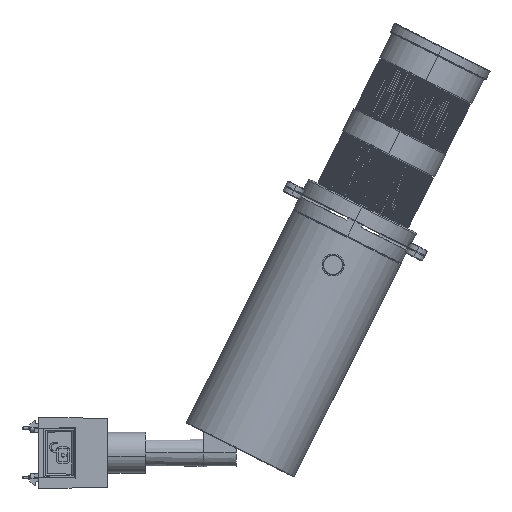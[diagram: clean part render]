
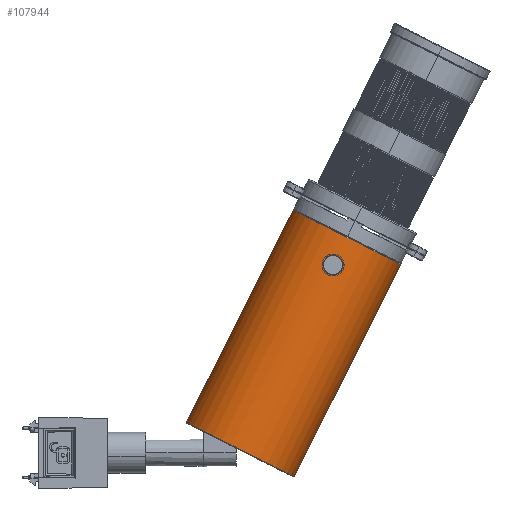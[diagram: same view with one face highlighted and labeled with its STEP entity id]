
A CAD part, left-side view. The second image highlights one B-rep face of the part: STEP entity #107944.
In plain terms, the highlighted cylindrical face has radius 22 mm (diameter 44 mm), a partial arc.
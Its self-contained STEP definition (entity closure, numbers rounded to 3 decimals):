
#626 = CARTESIAN_POINT ( 'NONE',  ( -21.981, 12.685, -0.921 ) ) ;
#3789 = ORIENTED_EDGE ( 'NONE', *, *, #97483, .T. ) ;
#6844 = CARTESIAN_POINT ( 'NONE',  ( -21.95, 11.304, 1.488 ) ) ;
#7825 = CARTESIAN_POINT ( 'NONE',  ( -21.978, 10.382, 0.989 ) ) ;
#7939 = VERTEX_POINT ( 'NONE', #114481 ) ;
#8335 = CARTESIAN_POINT ( 'NONE',  ( -21.949, 11.5, 1.498 ) ) ;
#11818 = CARTESIAN_POINT ( 'NONE',  ( -21.949, 11.5, 1.498 ) ) ;
#11899 = VERTEX_POINT ( 'NONE', #8335 ) ;
#12872 = LINE ( 'NONE', #137434, #78436 ) ;
#14908 = CARTESIAN_POINT ( 'NONE',  ( 0., 0.2, 0. ) ) ;
#18518 = CARTESIAN_POINT ( 'NONE',  ( -21.999, 10.026, 0.196 ) ) ;
#19018 = CARTESIAN_POINT ( 'NONE',  ( -21.954, 11.022, 1.422 ) ) ;
#19521 = CARTESIAN_POINT ( 'NONE',  ( -21.952, 11.113, -1.46 ) ) ;
#21196 = B_SPLINE_CURVE_WITH_KNOTS ( 'NONE', 3,
 ( #55611, #101893, #6844, #123826, #19018, #88254, #77555, #7825, #42887, #54111, #32214, #65390, #125322, #18518, #146642, #65892, #100408, #99909, #30221, #77052, #88765, #135494, #147156, #19521, #100903, #45374 ),
 .UNSPECIFIED., .F., .F.,
 ( 4, 2, 2, 2, 2, 2, 2, 2, 2, 2, 2, 2, 4 ),
 ( 0.5, 0.531, 0.563, 0.625, 0.656, 0.688, 0.719, 0.75, 0.813, 0.875, 0.906, 0.938, 1. ),
 .UNSPECIFIED. ) ;
#21981 = CARTESIAN_POINT ( 'NONE',  ( -21.949, 11.694, 1.498 ) ) ;
#23775 = AXIS2_PLACEMENT_3D ( 'NONE', #71892, #60669, #95742 ) ;
#24000 = CARTESIAN_POINT ( 'NONE',  ( -22., 12.983, 0.097 ) ) ;
#24830 = CYLINDRICAL_SURFACE ( 'NONE', #117021, 22. ) ;
#30221 = CARTESIAN_POINT ( 'NONE',  ( -21.981, 10.314, -0.92 ) ) ;
#32098 = FACE_BOUND ( 'NONE', #84048, .T. ) ;
#32214 = CARTESIAN_POINT ( 'NONE',  ( -21.99, 10.167, 0.663 ) ) ;
#34176 = CARTESIAN_POINT ( 'NONE',  ( -21.968, 12.412, 1.198 ) ) ;
#35186 = CARTESIAN_POINT ( 'NONE',  ( -21.952, 11.889, 1.459 ) ) ;
#36765 = B_SPLINE_CURVE_WITH_KNOTS ( 'NONE', 3,
 ( #117111, #92692, #70382, #69379, #45862, #45349, #81053, #626, #128323, #57598, #80548, #24000, #127805, #58124, #68373, #150623, #92184, #34176, #105365, #35186, #21981, #11818 ),
 .UNSPECIFIED., .F., .F.,
 ( 4, 2, 2, 2, 2, 2, 2, 2, 2, 2, 4 ),
 ( 0., 0.031, 0.063, 0.125, 0.188, 0.25, 0.281, 0.313, 0.375, 0.438, 0.5 ),
 .UNSPECIFIED. ) ;
#37638 = CARTESIAN_POINT ( 'NONE',  ( 0., 0., 0. ) ) ;
#37672 = CARTESIAN_POINT ( 'NONE',  ( 0., 0., 22. ) ) ;
#42887 = CARTESIAN_POINT ( 'NONE',  ( -21.981, 10.321, 0.913 ) ) ;
#43111 = CARTESIAN_POINT ( 'NONE',  ( -21.949, 11.5, -1.498 ) ) ;
#45349 = CARTESIAN_POINT ( 'NONE',  ( -21.961, 12.247, -1.309 ) ) ;
#45374 = CARTESIAN_POINT ( 'NONE',  ( -21.949, 11.5, -1.498 ) ) ;
#45862 = CARTESIAN_POINT ( 'NONE',  ( -21.954, 11.978, -1.421 ) ) ;
#48314 = VERTEX_POINT ( 'NONE', #117732 ) ;
#50348 = DIRECTION ( 'NONE',  ( 0., -1., 0. ) ) ;
#53557 = CARTESIAN_POINT ( 'NONE',  ( 0., 86.8, -22. ) ) ;
#54111 = CARTESIAN_POINT ( 'NONE',  ( -21.987, 10.213, 0.751 ) ) ;
#55568 = DIRECTION ( 'NONE',  ( 0., -1., 0. ) ) ;
#55611 = CARTESIAN_POINT ( 'NONE',  ( -21.949, 11.5, 1.498 ) ) ;
#57195 = EDGE_LOOP ( 'NONE', ( #75822, #103843, #138294, #146463 ) ) ;
#57598 = CARTESIAN_POINT ( 'NONE',  ( -21.997, 12.944, -0.393 ) ) ;
#58124 = CARTESIAN_POINT ( 'NONE',  ( -21.997, 12.936, 0.388 ) ) ;
#59687 = EDGE_CURVE ( 'NONE', #126481, #11899, #36765, .T. ) ;
#60669 = DIRECTION ( 'NONE',  ( 0., -1., 0. ) ) ;
#62784 = DIRECTION ( 'NONE',  ( 0., 1., 0. ) ) ;
#65390 = CARTESIAN_POINT ( 'NONE',  ( -21.995, 10.093, 0.482 ) ) ;
#65892 = CARTESIAN_POINT ( 'NONE',  ( -22., 10.017, -0.196 ) ) ;
#68373 = CARTESIAN_POINT ( 'NONE',  ( -21.995, 12.908, 0.481 ) ) ;
#69379 = CARTESIAN_POINT ( 'NONE',  ( -21.952, 11.884, -1.45 ) ) ;
#70382 = CARTESIAN_POINT ( 'NONE',  ( -21.95, 11.694, -1.488 ) ) ;
#71004 = CARTESIAN_POINT ( 'NONE',  ( 0., 0.2, -22. ) ) ;
#71214 = VERTEX_POINT ( 'NONE', #71004 ) ;
#71892 = CARTESIAN_POINT ( 'NONE',  ( 0., 86.8, 0. ) ) ;
#73971 = DIRECTION ( 'NONE',  ( 0., 0., -1. ) ) ;
#74435 = AXIS2_PLACEMENT_3D ( 'NONE', #14908, #62784, #73971 ) ;
#75822 = ORIENTED_EDGE ( 'NONE', *, *, #133423, .F. ) ;
#77052 = CARTESIAN_POINT ( 'NONE',  ( -21.971, 10.52, -1.129 ) ) ;
#77555 = CARTESIAN_POINT ( 'NONE',  ( -21.968, 10.588, 1.198 ) ) ;
#78436 = VECTOR ( 'NONE', #55568, 1000. ) ;
#80548 = CARTESIAN_POINT ( 'NONE',  ( -22., 12.983, -0.197 ) ) ;
#81053 = CARTESIAN_POINT ( 'NONE',  ( -21.968, 12.412, -1.197 ) ) ;
#84048 = EDGE_LOOP ( 'NONE', ( #87821, #3789 ) ) ;
#85247 = EDGE_CURVE ( 'NONE', #71214, #7939, #144256, .T. ) ;
#87126 = EDGE_CURVE ( 'NONE', #48314, #92237, #111511, .T. ) ;
#87821 = ORIENTED_EDGE ( 'NONE', *, *, #59687, .T. ) ;
#88254 = CARTESIAN_POINT ( 'NONE',  ( -21.961, 10.752, 1.308 ) ) ;
#88765 = CARTESIAN_POINT ( 'NONE',  ( -21.968, 10.596, -1.192 ) ) ;
#89035 = LINE ( 'NONE', #37672, #125349 ) ;
#92184 = CARTESIAN_POINT ( 'NONE',  ( -21.981, 12.687, 0.92 ) ) ;
#92237 = VERTEX_POINT ( 'NONE', #53557 ) ;
#92249 = FACE_OUTER_BOUND ( 'NONE', #57195, .T. ) ;
#92692 = CARTESIAN_POINT ( 'NONE',  ( -21.949, 11.597, -1.498 ) ) ;
#95742 = DIRECTION ( 'NONE',  ( 0., 0., 1. ) ) ;
#97483 = EDGE_CURVE ( 'NONE', #11899, #126481, #21196, .T. ) ;
#99909 = CARTESIAN_POINT ( 'NONE',  ( -21.988, 10.204, -0.754 ) ) ;
#100408 = CARTESIAN_POINT ( 'NONE',  ( -21.997, 10.056, -0.393 ) ) ;
#100903 = CARTESIAN_POINT ( 'NONE',  ( -21.949, 11.305, -1.498 ) ) ;
#101893 = CARTESIAN_POINT ( 'NONE',  ( -21.949, 11.403, 1.498 ) ) ;
#103843 = ORIENTED_EDGE ( 'NONE', *, *, #87126, .T. ) ;
#105365 = CARTESIAN_POINT ( 'NONE',  ( -21.961, 12.247, 1.309 ) ) ;
#107944 = ADVANCED_FACE ( 'NONE', ( #92249, #32098 ), #24830, .T. ) ;
#111325 = EDGE_CURVE ( 'NONE', #92237, #71214, #12872, .T. ) ;
#111511 = CIRCLE ( 'NONE', #23775, 22. ) ;
#114481 = CARTESIAN_POINT ( 'NONE',  ( 0., 0.2, 22. ) ) ;
#117021 = AXIS2_PLACEMENT_3D ( 'NONE', #37638, #50348, #131784 ) ;
#117111 = CARTESIAN_POINT ( 'NONE',  ( -21.949, 11.5, -1.498 ) ) ;
#117732 = CARTESIAN_POINT ( 'NONE',  ( 0., 86.8, 22. ) ) ;
#119095 = DIRECTION ( 'NONE',  ( 0., -1., 0. ) ) ;
#123826 = CARTESIAN_POINT ( 'NONE',  ( -21.952, 11.115, 1.45 ) ) ;
#125322 = CARTESIAN_POINT ( 'NONE',  ( -21.997, 10.065, 0.389 ) ) ;
#125349 = VECTOR ( 'NONE', #119095, 1000. ) ;
#126481 = VERTEX_POINT ( 'NONE', #43111 ) ;
#127805 = CARTESIAN_POINT ( 'NONE',  ( -21.999, 12.973, 0.196 ) ) ;
#128323 = CARTESIAN_POINT ( 'NONE',  ( -21.988, 12.796, -0.754 ) ) ;
#131784 = DIRECTION ( 'NONE',  ( 0., 0., -1. ) ) ;
#133423 = EDGE_CURVE ( 'NONE', #48314, #7939, #89035, .T. ) ;
#135494 = CARTESIAN_POINT ( 'NONE',  ( -21.962, 10.757, -1.3 ) ) ;
#137434 = CARTESIAN_POINT ( 'NONE',  ( 0., 0., -22. ) ) ;
#138294 = ORIENTED_EDGE ( 'NONE', *, *, #111325, .T. ) ;
#144256 = CIRCLE ( 'NONE', #74435, 22. ) ;
#146463 = ORIENTED_EDGE ( 'NONE', *, *, #85247, .T. ) ;
#146642 = CARTESIAN_POINT ( 'NONE',  ( -22., 10.017, 0.097 ) ) ;
#147156 = CARTESIAN_POINT ( 'NONE',  ( -21.959, 10.842, -1.346 ) ) ;
#150623 = CARTESIAN_POINT ( 'NONE',  ( -21.988, 12.796, 0.755 ) ) ;
